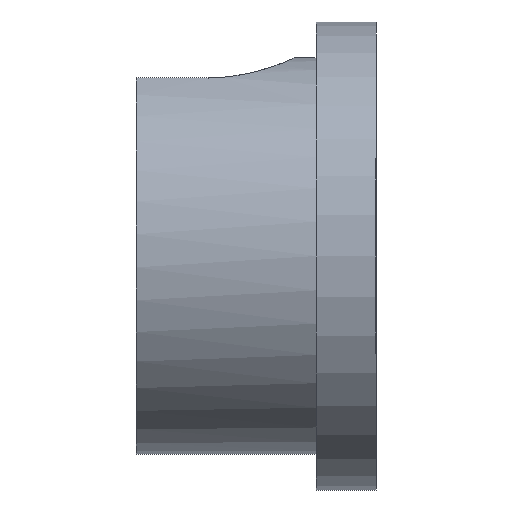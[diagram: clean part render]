
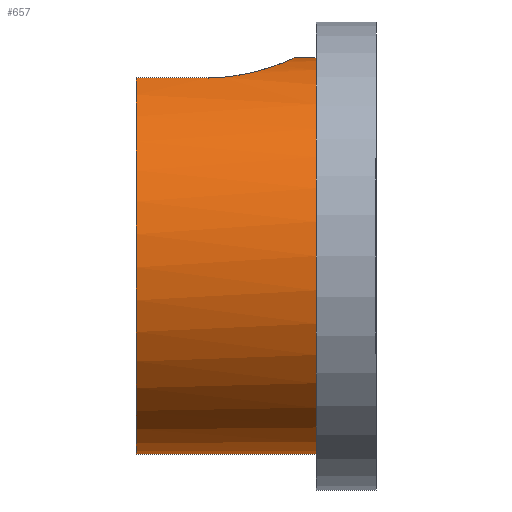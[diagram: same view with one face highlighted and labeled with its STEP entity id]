
A CAD part, left-side view. The second image highlights one B-rep face of the part: STEP entity #657.
In plain terms, the highlighted cylindrical face has radius 16.5 mm (diameter 33 mm), a partial arc.
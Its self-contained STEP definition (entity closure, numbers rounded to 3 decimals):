
#3 = CARTESIAN_POINT ( 'NONE',  ( -4.206, 8.151, 15.956 ) ) ;
#28 = DIRECTION ( 'NONE',  ( 0., -1., 0. ) ) ;
#31 = ORIENTED_EDGE ( 'NONE', *, *, #610, .F. ) ;
#50 = ORIENTED_EDGE ( 'NONE', *, *, #644, .F. ) ;
#52 = CARTESIAN_POINT ( 'NONE',  ( -6.461, 10.787, 15.184 ) ) ;
#53 = VECTOR ( 'NONE', #338, 1000. ) ;
#55 = CARTESIAN_POINT ( 'NONE',  ( -7.2, 13.517, 14.846 ) ) ;
#62 = ORIENTED_EDGE ( 'NONE', *, *, #404, .T. ) ;
#71 = ORIENTED_EDGE ( 'NONE', *, *, #374, .F. ) ;
#77 = CARTESIAN_POINT ( 'NONE',  ( -7.2, 14., 14.846 ) ) ;
#88 = CARTESIAN_POINT ( 'NONE',  ( 0., 0., 16.5 ) ) ;
#103 = CARTESIAN_POINT ( 'NONE',  ( -5.41, 9.243, 15.589 ) ) ;
#104 = CARTESIAN_POINT ( 'NONE',  ( -7.152, 13.044, 14.87 ) ) ;
#107 = CARTESIAN_POINT ( 'NONE',  ( -6.239, 10.376, 15.277 ) ) ;
#111 = CARTESIAN_POINT ( 'NONE',  ( -5.707, 9.603, 15.483 ) ) ;
#141 = AXIS2_PLACEMENT_3D ( 'NONE', #368, #578, #485 ) ;
#159 = CARTESIAN_POINT ( 'NONE',  ( -4.754, 8.588, 15.801 ) ) ;
#196 = DIRECTION ( 'NONE',  ( 0., -1., 0. ) ) ;
#198 = DIRECTION ( 'NONE',  ( 0., -1., 0. ) ) ;
#200 = VERTEX_POINT ( 'NONE', #384 ) ;
#241 = VECTOR ( 'NONE', #28, 1000. ) ;
#255 = CARTESIAN_POINT ( 'NONE',  ( -0.949, 6.847, 16.479 ) ) ;
#257 = EDGE_CURVE ( 'NONE', #424, #489, #428, .T. ) ;
#258 = CARTESIAN_POINT ( 'NONE',  ( -4.394, 8.292, 15.905 ) ) ;
#260 = CARTESIAN_POINT ( 'NONE',  ( -1.882, 7.046, 16.394 ) ) ;
#261 = CARTESIAN_POINT ( 'NONE',  ( -0.477, 6.8, 16.5 ) ) ;
#267 = CARTESIAN_POINT ( 'NONE',  ( 0., 6.8, 16.5 ) ) ;
#301 = FACE_OUTER_BOUND ( 'NONE', #409, .T. ) ;
#305 = CARTESIAN_POINT ( 'NONE',  ( -7.2, 14., 14.846 ) ) ;
#306 = CARTESIAN_POINT ( 'NONE',  ( -6.733, 11.439, 15.064 ) ) ;
#307 = CARTESIAN_POINT ( 'NONE',  ( -4.926, 8.744, 15.748 ) ) ;
#328 = DIRECTION ( 'NONE',  ( 0., -1., 0. ) ) ;
#335 = DIRECTION ( 'NONE',  ( 0., 0., -1. ) ) ;
#337 = CARTESIAN_POINT ( 'NONE',  ( 0., 5., 0. ) ) ;
#338 = DIRECTION ( 'NONE',  ( 0., -1., 0. ) ) ;
#345 = CARTESIAN_POINT ( 'NONE',  ( 0., 0., -16.5 ) ) ;
#354 = CARTESIAN_POINT ( 'NONE',  ( 0., 6.8, 16.5 ) ) ;
#357 = LINE ( 'NONE', #490, #624 ) ;
#361 = CARTESIAN_POINT ( 'NONE',  ( -3.208, 7.537, 16.191 ) ) ;
#366 = VERTEX_POINT ( 'NONE', #615 ) ;
#368 = CARTESIAN_POINT ( 'NONE',  ( 0., 20., 0. ) ) ;
#373 = ORIENTED_EDGE ( 'NONE', *, *, #536, .F. ) ;
#374 = EDGE_CURVE ( 'NONE', #547, #473, #470, .T. ) ;
#384 = CARTESIAN_POINT ( 'NONE',  ( -7.2, 20., 14.846 ) ) ;
#385 = CYLINDRICAL_SURFACE ( 'NONE', #668, 16.5 ) ;
#399 = CIRCLE ( 'NONE', #141, 16.5 ) ;
#404 = EDGE_CURVE ( 'NONE', #200, #424, #399, .T. ) ;
#409 = EDGE_LOOP ( 'NONE', ( #31, #71, #50, #62, #429, #373 ) ) ;
#411 = CARTESIAN_POINT ( 'NONE',  ( -6.954, 12.118, 14.963 ) ) ;
#413 = CARTESIAN_POINT ( 'NONE',  ( -5.847, 9.793, 15.43 ) ) ;
#424 = VERTEX_POINT ( 'NONE', #575 ) ;
#428 = LINE ( 'NONE', #345, #53 ) ;
#429 = ORIENTED_EDGE ( 'NONE', *, *, #257, .T. ) ;
#461 = CARTESIAN_POINT ( 'NONE',  ( -2.337, 7.186, 16.335 ) ) ;
#463 = CARTESIAN_POINT ( 'NONE',  ( -5.254, 9.072, 15.642 ) ) ;
#465 = CARTESIAN_POINT ( 'NONE',  ( -7.012, 12.348, 14.936 ) ) ;
#468 = AXIS2_PLACEMENT_3D ( 'NONE', #337, #328, #335 ) ;
#470 = B_SPLINE_CURVE_WITH_KNOTS ( 'NONE', 3,
 ( #305, #55, #104, #465, #411, #508, #306, #52, #107, #413, #111, #103, #463, #307, #159, #258, #3, #621, #361, #618, #461, #260, #667, #255, #261, #354 ),
 .UNSPECIFIED., .F., .F.,
 ( 4, 2, 2, 2, 2, 2, 2, 2, 2, 2, 2, 2, 4 ),
 ( 0., 0.001, 0.002, 0.003, 0.004, 0.005, 0.006, 0.006, 0.007, 0.009, 0.009, 0.01, 0.011 ),
 .UNSPECIFIED. ) ;
#473 = VERTEX_POINT ( 'NONE', #267 ) ;
#477 = CARTESIAN_POINT ( 'NONE',  ( 0., 5., -16.5 ) ) ;
#485 = DIRECTION ( 'NONE',  ( 0., 0., -1. ) ) ;
#489 = VERTEX_POINT ( 'NONE', #477 ) ;
#490 = CARTESIAN_POINT ( 'NONE',  ( -7.2, 0., 14.846 ) ) ;
#508 = CARTESIAN_POINT ( 'NONE',  ( -6.814, 11.663, 15.027 ) ) ;
#536 = EDGE_CURVE ( 'NONE', #366, #489, #658, .T. ) ;
#547 = VERTEX_POINT ( 'NONE', #77 ) ;
#553 = CARTESIAN_POINT ( 'NONE',  ( 0., 0., 0. ) ) ;
#575 = CARTESIAN_POINT ( 'NONE',  ( 0., 20., -16.5 ) ) ;
#578 = DIRECTION ( 'NONE',  ( 0., -1., 0. ) ) ;
#605 = DIRECTION ( 'NONE',  ( 0., 0., -1. ) ) ;
#610 = EDGE_CURVE ( 'NONE', #473, #366, #647, .T. ) ;
#615 = CARTESIAN_POINT ( 'NONE',  ( 0., 5., 16.5 ) ) ;
#618 = CARTESIAN_POINT ( 'NONE',  ( -2.559, 7.266, 16.302 ) ) ;
#621 = CARTESIAN_POINT ( 'NONE',  ( -3.62, 7.758, 16.103 ) ) ;
#624 = VECTOR ( 'NONE', #198, 1000. ) ;
#644 = EDGE_CURVE ( 'NONE', #200, #547, #357, .T. ) ;
#647 = LINE ( 'NONE', #88, #241 ) ;
#657 = ADVANCED_FACE ( 'NONE', ( #301 ), #385, .T. ) ;
#658 = CIRCLE ( 'NONE', #468, 16.5 ) ;
#667 = CARTESIAN_POINT ( 'NONE',  ( -1.649, 6.987, 16.419 ) ) ;
#668 = AXIS2_PLACEMENT_3D ( 'NONE', #553, #196, #605 ) ;
